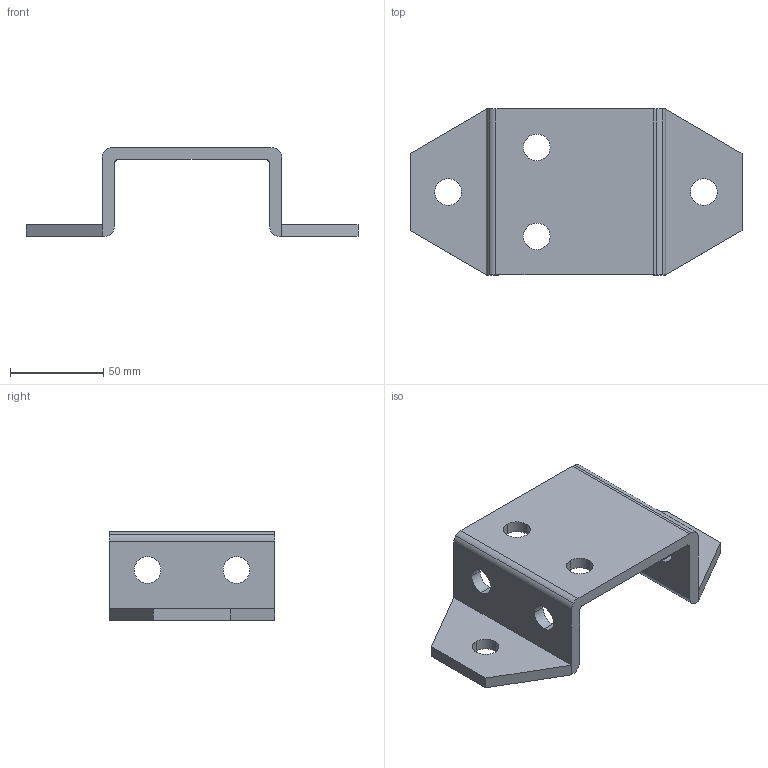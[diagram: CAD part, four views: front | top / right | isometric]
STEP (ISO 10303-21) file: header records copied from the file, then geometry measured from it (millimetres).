
FILE_DESCRIPTION(('TurboCAD Mac Pro'),'Build 980');
FILE_NAME('P2328.stp',' ',(''),(''),'ACIS Interop','IMSI','TurboCAD Mac Pro BY IMSI, INCORPORATED');
FILE_SCHEMA(('automotive_design'));
Length unit declared in the file: inch
Products named in the file (2): 1; 2
Bounding box: 177.8 x 88.9 x 47.62 mm (x, y, z)
Volume: 124728.7 mm3; surface area: 46225.9 mm2
Topology: 2 solids, 2 shells, 67 faces, 187 edges, 124 vertices
Faces by surface type: bspline 32, plane 23, cylinder 12
Entity records: 3146 total; most frequent: CARTESIAN_POINT 796, ORIENTED_EDGE 374, DIRECTION 221, EDGE_CURVE 187, VERTEX_POINT 124, STYLED_ITEM 111, PRESENTATION_STYLE_ASSIGNMENT 111, COLOUR_RGB 111
